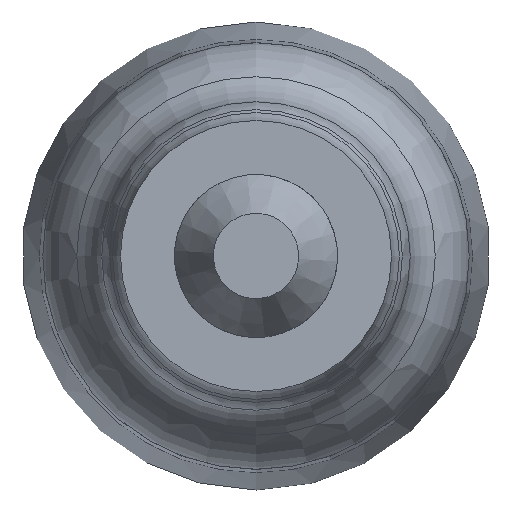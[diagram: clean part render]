
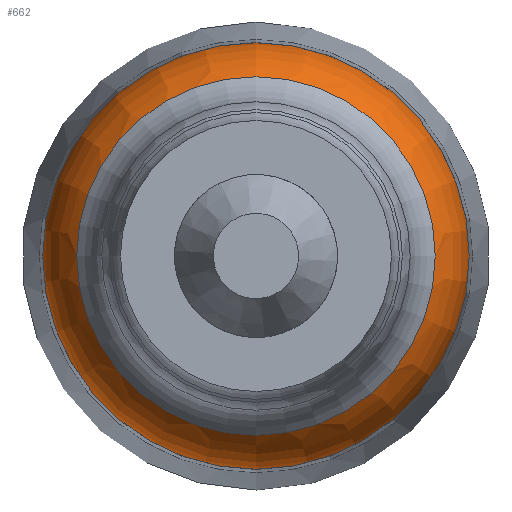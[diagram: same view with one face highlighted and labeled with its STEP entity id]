
A CAD part, left-side view. The second image highlights one B-rep face of the part: STEP entity #662.
In plain terms, the highlighted toroidal (fillet/blend) face has major radius 0.343 mm and minor radius 0.483 mm.
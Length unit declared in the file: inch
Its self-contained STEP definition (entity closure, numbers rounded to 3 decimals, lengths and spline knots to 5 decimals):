
#56 = ORIENTED_EDGE ( 'NONE', *, *, #327, .T. ) ;
#63 = TOROIDAL_SURFACE ( 'NONE', #536, 0.0135, 0.019 ) ;
#68 = CARTESIAN_POINT ( 'NONE',  ( 0.11464, 0., 0. ) ) ;
#70 = DIRECTION ( 'NONE',  ( -1., 0., 0. ) ) ;
#88 = EDGE_LOOP ( 'NONE', ( #56 ) ) ;
#89 = VERTEX_POINT ( 'NONE', #345 ) ;
#136 = AXIS2_PLACEMENT_3D ( 'NONE', #68, #282, #618 ) ;
#174 = CIRCLE ( 'NONE', #136, 0.0325 ) ;
#188 = DIRECTION ( 'NONE',  ( 0., 0., 1. ) ) ;
#197 = CARTESIAN_POINT ( 'NONE',  ( 0.10161, 0., 0.02732 ) ) ;
#210 = EDGE_CURVE ( 'NONE', #673, #673, #684, .T. ) ;
#262 = ORIENTED_EDGE ( 'NONE', *, *, #210, .F. ) ;
#268 = EDGE_LOOP ( 'NONE', ( #262 ) ) ;
#282 = DIRECTION ( 'NONE',  ( -1., 0., 0. ) ) ;
#312 = DIRECTION ( 'NONE',  ( -1., 0., 0. ) ) ;
#327 = EDGE_CURVE ( 'NONE', #89, #89, #174, .T. ) ;
#345 = CARTESIAN_POINT ( 'NONE',  ( 0.11464, 0., 0.0325 ) ) ;
#363 = CARTESIAN_POINT ( 'NONE',  ( 0.10161, 0., 0. ) ) ;
#470 = FACE_OUTER_BOUND ( 'NONE', #268, .T. ) ;
#500 = CARTESIAN_POINT ( 'NONE',  ( 0.11465, 0., 0. ) ) ;
#536 = AXIS2_PLACEMENT_3D ( 'NONE', #500, #70, #188 ) ;
#567 = AXIS2_PLACEMENT_3D ( 'NONE', #363, #312, #585 ) ;
#585 = DIRECTION ( 'NONE',  ( 0., 0., 1. ) ) ;
#618 = DIRECTION ( 'NONE',  ( 0., 0., 1. ) ) ;
#662 = ADVANCED_FACE ( 'NONE', ( #470, #691 ), #63, .T. ) ;
#673 = VERTEX_POINT ( 'NONE', #197 ) ;
#684 = CIRCLE ( 'NONE', #567, 0.02732 ) ;
#691 = FACE_OUTER_BOUND ( 'NONE', #88, .T. ) ;
